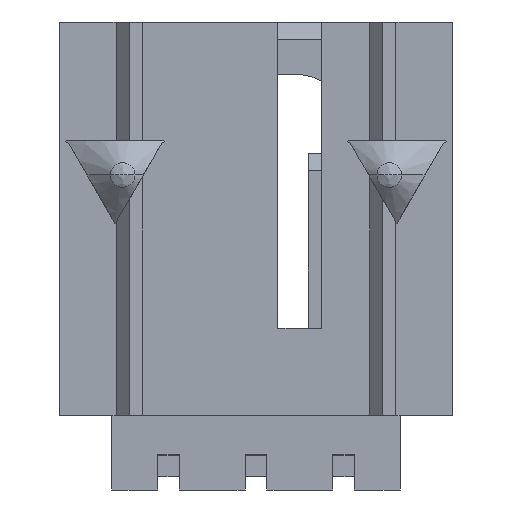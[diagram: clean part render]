
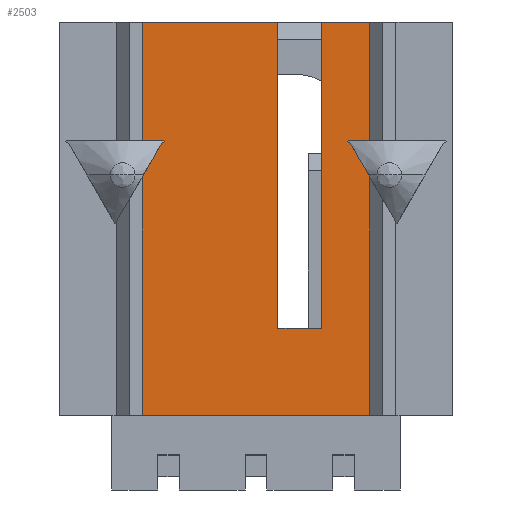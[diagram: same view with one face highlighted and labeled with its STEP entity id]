
A CAD part, front view. The second image highlights one B-rep face of the part: STEP entity #2503.
In plain terms, the highlighted planar face has unit normal (0, -1, 0).
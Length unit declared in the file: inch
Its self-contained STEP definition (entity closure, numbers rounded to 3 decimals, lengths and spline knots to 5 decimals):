
#13=DIRECTION('',(1.,0.,0.));
#14=VECTOR('',#13,0.26);
#15=CARTESIAN_POINT('',(-0.13,-0.1,-0.225));
#16=LINE('',#15,#14);
#145=DIRECTION('',(1.,0.,0.));
#146=VECTOR('',#145,0.02388);
#147=CARTESIAN_POINT('',(-0.13,-0.1,0.0895));
#148=LINE('',#147,#146);
#149=DIRECTION('',(0.,0.,1.));
#150=VECTOR('',#149,0.1355);
#151=CARTESIAN_POINT('',(-0.13,-0.1,0.0895));
#152=LINE('',#151,#150);
#153=DIRECTION('',(0.,0.,-1.));
#154=VECTOR('',#153,0.35);
#155=CARTESIAN_POINT('',(0.025,-0.1,0.225));
#156=LINE('',#155,#154);
#157=DIRECTION('',(1.,0.,0.));
#158=VECTOR('',#157,0.05);
#159=CARTESIAN_POINT('',(0.025,-0.1,-0.125));
#160=LINE('',#159,#158);
#161=DIRECTION('',(0.,0.,-1.));
#162=VECTOR('',#161,0.35);
#163=CARTESIAN_POINT('',(0.075,-0.1,0.225));
#164=LINE('',#163,#162);
#165=DIRECTION('',(0.,0.,1.));
#166=VECTOR('',#165,0.1355);
#167=CARTESIAN_POINT('',(0.13,-0.1,0.0895));
#168=LINE('',#167,#166);
#169=DIRECTION('',(-1.,0.,0.));
#170=VECTOR('',#169,0.02388);
#171=CARTESIAN_POINT('',(0.13,-0.1,0.0895));
#172=LINE('',#171,#170);
#173=DIRECTION('',(-0.865,0.,0.502));
#174=VECTOR('',#173,0.001);
#175=CARTESIAN_POINT('',(0.10612,-0.1,0.0895));
#176=LINE('',#175,#174);
#177=DIRECTION('',(-0.502,0.,-0.865));
#178=VECTOR('',#177,0.002);
#179=CARTESIAN_POINT('',(0.10526,-0.1,0.09));
#180=LINE('',#179,#178);
#181=DIRECTION('',(0.865,0.,-0.502));
#182=VECTOR('',#181,0.00418);
#183=CARTESIAN_POINT('',(0.10425,-0.1,0.08827));
#184=LINE('',#183,#182);
#185=DIRECTION('',(0.502,0.,-0.865));
#186=VECTOR('',#185,0.04411);
#187=CARTESIAN_POINT('',(0.10787,-0.1,0.08617));
#188=LINE('',#187,#186);
#189=DIRECTION('',(0.,0.,1.));
#190=VECTOR('',#189,0.27302);
#191=CARTESIAN_POINT('',(0.13,-0.1,-0.225));
#192=LINE('',#191,#190);
#193=DIRECTION('',(0.,0.,1.));
#194=VECTOR('',#193,0.27302);
#195=CARTESIAN_POINT('',(-0.13,-0.1,-0.225));
#196=LINE('',#195,#194);
#197=DIRECTION('',(-0.502,0.,-0.865));
#198=VECTOR('',#197,0.04411);
#199=CARTESIAN_POINT('',(-0.10787,-0.1,0.08617));
#200=LINE('',#199,#198);
#201=DIRECTION('',(-0.865,0.,-0.502));
#202=VECTOR('',#201,0.00418);
#203=CARTESIAN_POINT('',(-0.10425,-0.1,0.08827));
#204=LINE('',#203,#202);
#205=DIRECTION('',(0.502,0.,-0.865));
#206=VECTOR('',#205,0.002);
#207=CARTESIAN_POINT('',(-0.10526,-0.1,0.09));
#208=LINE('',#207,#206);
#209=DIRECTION('',(0.865,0.,0.502));
#210=VECTOR('',#209,0.001);
#211=CARTESIAN_POINT('',(-0.10612,-0.1,0.0895));
#212=LINE('',#211,#210);
#379=DIRECTION('',(1.,0.,0.));
#380=VECTOR('',#379,0.155);
#381=CARTESIAN_POINT('',(-0.13,-0.1,0.225));
#382=LINE('',#381,#380);
#451=DIRECTION('',(1.,0.,0.));
#452=VECTOR('',#451,0.055);
#453=CARTESIAN_POINT('',(0.075,-0.1,0.225));
#454=LINE('',#453,#452);
#1969=CARTESIAN_POINT('',(-0.13,-0.1,-0.225));
#1970=CARTESIAN_POINT('',(0.13,-0.1,-0.225));
#1971=VERTEX_POINT('',#1969);
#1972=VERTEX_POINT('',#1970);
#1989=CARTESIAN_POINT('',(0.13,-0.1,0.225));
#1991=VERTEX_POINT('',#1989);
#1995=CARTESIAN_POINT('',(-0.13,-0.1,0.225));
#1996=VERTEX_POINT('',#1995);
#2081=CARTESIAN_POINT('',(0.13,-0.1,0.0895));
#2082=CARTESIAN_POINT('',(0.10612,-0.1,0.0895));
#2083=VERTEX_POINT('',#2081);
#2084=VERTEX_POINT('',#2082);
#2085=CARTESIAN_POINT('',(0.10787,-0.1,0.08617));
#2086=CARTESIAN_POINT('',(0.13,-0.1,0.04802));
#2087=VERTEX_POINT('',#2085);
#2088=VERTEX_POINT('',#2086);
#2095=CARTESIAN_POINT('',(0.10526,-0.1,0.09));
#2096=VERTEX_POINT('',#2095);
#2097=CARTESIAN_POINT('',(0.10425,-0.1,0.08827));
#2098=VERTEX_POINT('',#2097);
#2160=CARTESIAN_POINT('',(0.025,-0.1,0.225));
#2162=VERTEX_POINT('',#2160);
#2163=CARTESIAN_POINT('',(0.025,-0.1,-0.125));
#2164=CARTESIAN_POINT('',(0.075,-0.1,-0.125));
#2165=VERTEX_POINT('',#2163);
#2166=VERTEX_POINT('',#2164);
#2171=CARTESIAN_POINT('',(0.075,-0.1,0.225));
#2173=VERTEX_POINT('',#2171);
#2191=CARTESIAN_POINT('',(-0.13,-0.1,0.0895));
#2192=CARTESIAN_POINT('',(-0.10612,-0.1,0.0895));
#2193=VERTEX_POINT('',#2191);
#2194=VERTEX_POINT('',#2192);
#2195=CARTESIAN_POINT('',(-0.10787,-0.1,0.08617));
#2196=CARTESIAN_POINT('',(-0.13,-0.1,0.04802));
#2197=VERTEX_POINT('',#2195);
#2198=VERTEX_POINT('',#2196);
#2227=CARTESIAN_POINT('',(-0.10526,-0.1,0.09));
#2228=VERTEX_POINT('',#2227);
#2229=CARTESIAN_POINT('',(-0.10425,-0.1,0.08827));
#2230=VERTEX_POINT('',#2229);
#2457=CARTESIAN_POINT('',(-0.225,-0.1,-0.225));
#2458=DIRECTION('',(0.,-1.,0.));
#2459=DIRECTION('',(1.,0.,0.));
#2460=AXIS2_PLACEMENT_3D('',#2457,#2458,#2459);
#2461=PLANE('',#2460);
#2463=ORIENTED_EDGE('',*,*,#2462,.F.);
#2465=ORIENTED_EDGE('',*,*,#2464,.T.);
#2467=ORIENTED_EDGE('',*,*,#2466,.T.);
#2469=ORIENTED_EDGE('',*,*,#2468,.T.);
#2471=ORIENTED_EDGE('',*,*,#2470,.T.);
#2473=ORIENTED_EDGE('',*,*,#2472,.F.);
#2475=ORIENTED_EDGE('',*,*,#2474,.T.);
#2477=ORIENTED_EDGE('',*,*,#2476,.F.);
#2479=ORIENTED_EDGE('',*,*,#2478,.T.);
#2481=ORIENTED_EDGE('',*,*,#2480,.T.);
#2483=ORIENTED_EDGE('',*,*,#2482,.T.);
#2485=ORIENTED_EDGE('',*,*,#2484,.T.);
#2487=ORIENTED_EDGE('',*,*,#2486,.T.);
#2489=ORIENTED_EDGE('',*,*,#2488,.F.);
#2490=ORIENTED_EDGE('',*,*,#2360,.F.);
#2492=ORIENTED_EDGE('',*,*,#2491,.T.);
#2494=ORIENTED_EDGE('',*,*,#2493,.F.);
#2496=ORIENTED_EDGE('',*,*,#2495,.F.);
#2498=ORIENTED_EDGE('',*,*,#2497,.F.);
#2500=ORIENTED_EDGE('',*,*,#2499,.F.);
#2501=EDGE_LOOP('',(#2463,#2465,#2467,#2469,#2471,#2473,#2475,#2477,#2479,#2481,
#2483,#2485,#2487,#2489,#2490,#2492,#2494,#2496,#2498,#2500));
#2502=FACE_OUTER_BOUND('',#2501,.F.);
#2503=ADVANCED_FACE('',(#2502),#2461,.T.);
#2360=EDGE_CURVE('',#1971,#1972,#16,.T.);
#2462=EDGE_CURVE('',#2193,#2194,#148,.T.);
#2464=EDGE_CURVE('',#2193,#1996,#152,.T.);
#2466=EDGE_CURVE('',#1996,#2162,#382,.T.);
#2468=EDGE_CURVE('',#2162,#2165,#156,.T.);
#2470=EDGE_CURVE('',#2165,#2166,#160,.T.);
#2472=EDGE_CURVE('',#2173,#2166,#164,.T.);
#2474=EDGE_CURVE('',#2173,#1991,#454,.T.);
#2476=EDGE_CURVE('',#2083,#1991,#168,.T.);
#2478=EDGE_CURVE('',#2083,#2084,#172,.T.);
#2480=EDGE_CURVE('',#2084,#2096,#176,.T.);
#2482=EDGE_CURVE('',#2096,#2098,#180,.T.);
#2484=EDGE_CURVE('',#2098,#2087,#184,.T.);
#2486=EDGE_CURVE('',#2087,#2088,#188,.T.);
#2488=EDGE_CURVE('',#1972,#2088,#192,.T.);
#2491=EDGE_CURVE('',#1971,#2198,#196,.T.);
#2493=EDGE_CURVE('',#2197,#2198,#200,.T.);
#2495=EDGE_CURVE('',#2230,#2197,#204,.T.);
#2497=EDGE_CURVE('',#2228,#2230,#208,.T.);
#2499=EDGE_CURVE('',#2194,#2228,#212,.T.);
